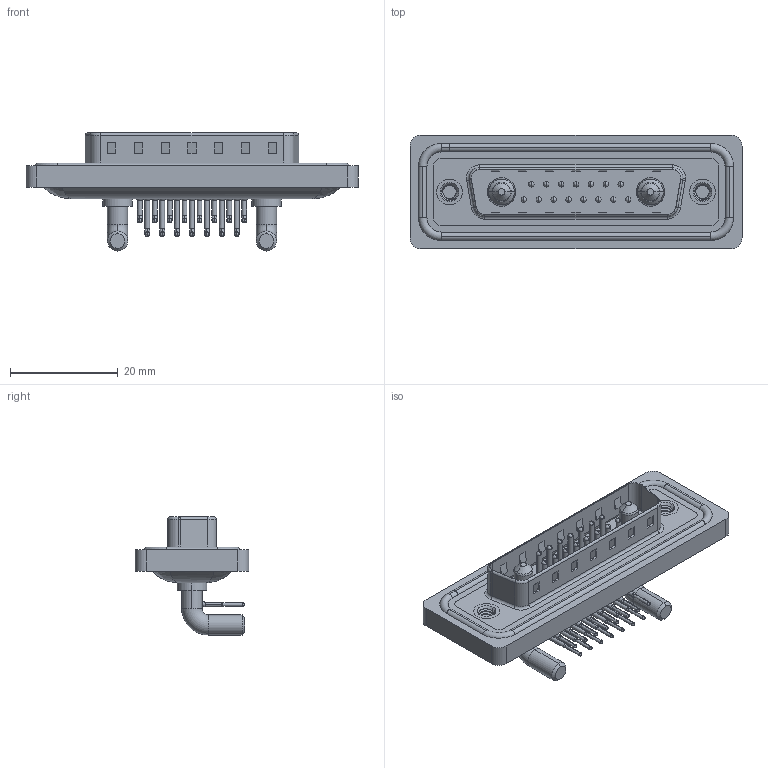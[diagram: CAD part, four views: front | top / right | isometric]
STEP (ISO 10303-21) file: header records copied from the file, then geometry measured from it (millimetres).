
FILE_DESCRIPTION (( 'STEP AP203' ), '1' );
FILE_NAME ('629W17W2240-4NA.STEP', '2024-04-11T16:45:50', ( '' ), ( '' ), 'SwSTEP 2.0', 'SolidWorks 2023', '' );
FILE_SCHEMA (( 'CONFIG_CONTROL_DESIGN' ));
Length unit declared in the file: millimetre
Products named in the file (9): 629Combo Threaded Rivet_A; 629Combo Housing_17W2; 629Combo Shell Front_25 Contacts; 629W17W2240-4NA; 629Combo Contact Row 2; 629Combo Shell Rear_25 Contacts; 629Combo Contact Row 1; Power Pin_40A RA; 629Combo Waterproof Housing_25 Contacts
Assembly tree (23 placements, depth 2):
  629W17W2240-4NA
    629Combo Housing_17W2
    629Combo Shell Rear_25 Contacts
    629Combo Shell Front_25 Contacts
    629Combo Waterproof Housing_25 Contacts
    629Combo Threaded Rivet_A  x2
    Power Pin_40A RA  x2
    629Combo Contact Row 1  x7
    629Combo Contact Row 2  x8
Bounding box: 61.75 x 21.1 x 21.98 mm (x, y, z)
Volume: 7661.7 mm3; surface area: 12692.4 mm2
Topology: 26 solids, 26 shells, 2213 faces, 6071 edges, 3929 vertices
Faces by surface type: plane 1189, cylinder 768, bspline 102, cone 82, torus 72
Entity records: 28329 total; most frequent: CARTESIAN_POINT 6393, DIRECTION 4477, ORIENTED_EDGE 4190, EDGE_CURVE 2095, AXIS2_PLACEMENT_3D 1626, VERTEX_POINT 1351, LINE 1225, VECTOR 1225
